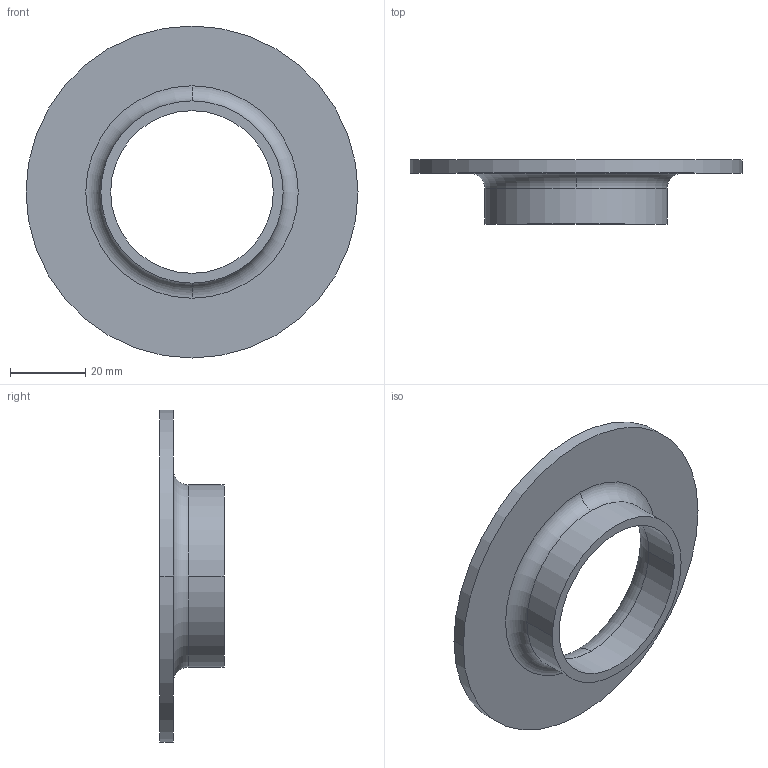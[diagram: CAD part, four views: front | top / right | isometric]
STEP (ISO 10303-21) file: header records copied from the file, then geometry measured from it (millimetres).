
FILE_DESCRIPTION(('STEP AP214'),'1');
FILE_NAME('V-Boerdel-DN40.stp','2023-07-13T07:44:06',(' '),(' '),'Spatial InterOp 3D',' ',' ');
FILE_SCHEMA(('automotive_design'));
Length unit declared in the file: millimetre
Products named in the file (1): 1
Bounding box: 88 x 17 x 88 mm (x, y, z)
Volume: 19999.1 mm3; surface area: 13900 mm2
Topology: 1 solids, 1 shells, 13 faces, 32 edges, 22 vertices
Faces by surface type: cylinder 6, torus 4, plane 3
Entity records: 540 total; most frequent: DIRECTION 86, CARTESIAN_POINT 68, ORIENTED_EDGE 64, AXIS2_PLACEMENT_3D 40, EDGE_CURVE 32, CIRCLE 26, VERTEX_POINT 22, EDGE_LOOP 16
